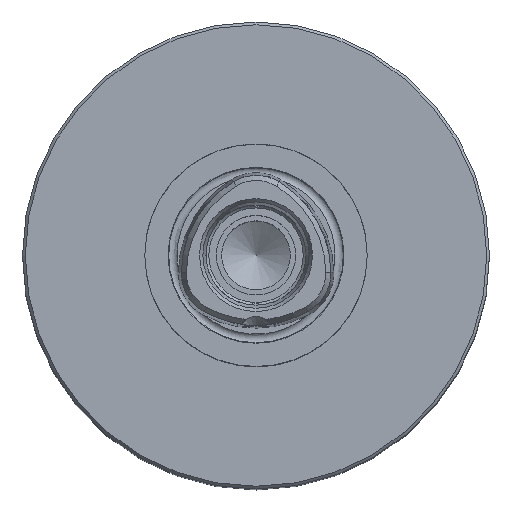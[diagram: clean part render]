
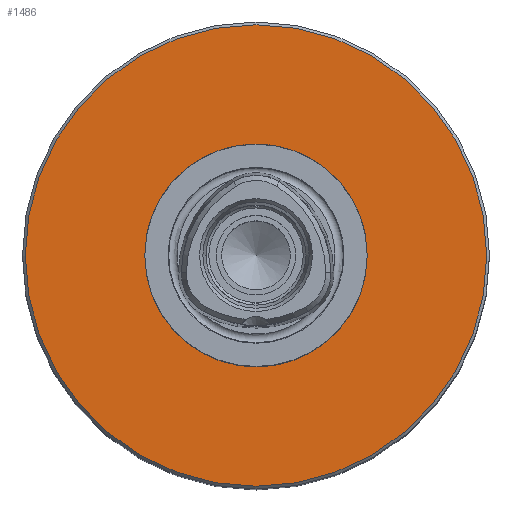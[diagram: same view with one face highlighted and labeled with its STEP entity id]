
A CAD part, top view. The second image highlights one B-rep face of the part: STEP entity #1486.
In plain terms, the highlighted planar face has unit normal (0, 0, 1).
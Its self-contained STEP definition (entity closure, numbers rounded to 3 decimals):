
#29=FACE_BOUND('',#242,.T.);
#43=PLANE('',#1612);
#150=FACE_OUTER_BOUND('',#241,.T.);
#241=EDGE_LOOP('',(#1024));
#242=EDGE_LOOP('',(#1025,#1026));
#480=CIRCLE('',#1611,41.5);
#481=CIRCLE('',#1613,20.);
#482=CIRCLE('',#1614,20.);
#601=VERTEX_POINT('',#2422);
#602=VERTEX_POINT('',#2426);
#603=VERTEX_POINT('',#2427);
#769=EDGE_CURVE('',#601,#601,#480,.T.);
#770=EDGE_CURVE('',#602,#603,#481,.T.);
#771=EDGE_CURVE('',#603,#602,#482,.T.);
#1024=ORIENTED_EDGE('',*,*,#769,.F.);
#1025=ORIENTED_EDGE('',*,*,#770,.F.);
#1026=ORIENTED_EDGE('',*,*,#771,.F.);
#1486=ADVANCED_FACE('',(#150,#29),#43,.T.);
#1611=AXIS2_PLACEMENT_3D('',#2424,#1859,#1860);
#1612=AXIS2_PLACEMENT_3D('',#2425,#1861,#1862);
#1613=AXIS2_PLACEMENT_3D('',#2428,#1863,#1864);
#1614=AXIS2_PLACEMENT_3D('',#2429,#1865,#1866);
#1859=DIRECTION('center_axis',(0.,0.,-1.));
#1860=DIRECTION('ref_axis',(-1.,0.,0.));
#1861=DIRECTION('center_axis',(0.,0.,1.));
#1862=DIRECTION('ref_axis',(1.,0.,0.));
#1863=DIRECTION('center_axis',(0.,0.,1.));
#1864=DIRECTION('ref_axis',(-1.,0.,0.));
#1865=DIRECTION('center_axis',(0.,0.,1.));
#1866=DIRECTION('ref_axis',(-1.,0.,0.));
#2422=CARTESIAN_POINT('',(41.5,0.,-23.));
#2424=CARTESIAN_POINT('Origin',(0.,0.,-23.));
#2425=CARTESIAN_POINT('Origin',(0.,0.,-23.));
#2426=CARTESIAN_POINT('',(20.,0.,-23.));
#2427=CARTESIAN_POINT('',(-20.,0.,-23.));
#2428=CARTESIAN_POINT('Origin',(0.,0.,-23.));
#2429=CARTESIAN_POINT('Origin',(0.,0.,-23.));
